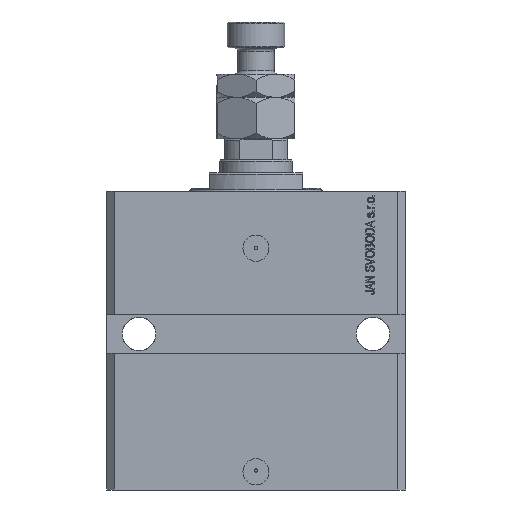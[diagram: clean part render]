
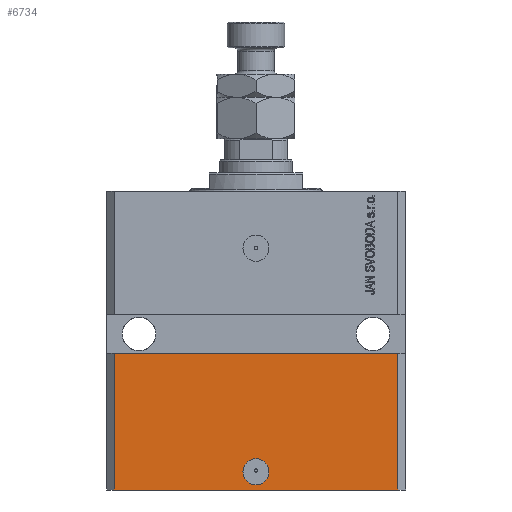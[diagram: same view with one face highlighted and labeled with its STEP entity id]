
A CAD part, front view. The second image highlights one B-rep face of the part: STEP entity #6734.
In plain terms, the highlighted planar face has unit normal (0, -1, 0).
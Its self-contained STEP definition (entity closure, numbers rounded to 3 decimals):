
#257 = LINE ( 'NONE', #1005, #38511 ) ;
#743 = ORIENTED_EDGE ( 'NONE', *, *, #29775, .F. ) ;
#1005 = CARTESIAN_POINT ( 'NONE',  ( 54.5, -45., -115. ) ) ;
#1073 = VERTEX_POINT ( 'NONE', #13259 ) ;
#1967 = EDGE_LOOP ( 'NONE', ( #743, #28251, #47320, #44904 ) ) ;
#2909 = DIRECTION ( 'NONE',  ( 0., -1., 0. ) ) ;
#3762 = CARTESIAN_POINT ( 'NONE',  ( -54.5, -45., -115. ) ) ;
#3772 = DIRECTION ( 'NONE',  ( 1., 0., 0. ) ) ;
#4058 = CIRCLE ( 'NONE', #9796, 5. ) ;
#4621 = CARTESIAN_POINT ( 'NONE',  ( -57.5, -45., -62.5 ) ) ;
#4639 = CIRCLE ( 'NONE', #12876, 5. ) ;
#6734 = ADVANCED_FACE ( 'NONE', ( #42862, #19733 ), #39770, .T. ) ;
#7604 = EDGE_CURVE ( 'NONE', #45726, #16530, #13597, .T. ) ;
#8755 = CARTESIAN_POINT ( 'NONE',  ( 5., -45., -108. ) ) ;
#9738 = CARTESIAN_POINT ( 'NONE',  ( -54.5, -45., -115. ) ) ;
#9796 = AXIS2_PLACEMENT_3D ( 'NONE', #41482, #2909, #41998 ) ;
#10794 = EDGE_CURVE ( 'NONE', #36973, #12171, #257, .T. ) ;
#12171 = VERTEX_POINT ( 'NONE', #47708 ) ;
#12248 = LINE ( 'NONE', #3762, #35719 ) ;
#12257 = CARTESIAN_POINT ( 'NONE',  ( -54.5, -45., -115. ) ) ;
#12727 = VERTEX_POINT ( 'NONE', #8755 ) ;
#12876 = AXIS2_PLACEMENT_3D ( 'NONE', #33475, #49150, #13929 ) ;
#13259 = CARTESIAN_POINT ( 'NONE',  ( -5., -45., -108. ) ) ;
#13597 = LINE ( 'NONE', #9738, #37559 ) ;
#13929 = DIRECTION ( 'NONE',  ( 1., 0., 0. ) ) ;
#14341 = EDGE_LOOP ( 'NONE', ( #50869, #26220 ) ) ;
#16530 = VERTEX_POINT ( 'NONE', #20873 ) ;
#19733 = FACE_OUTER_BOUND ( 'NONE', #1967, .T. ) ;
#20264 = AXIS2_PLACEMENT_3D ( 'NONE', #12257, #39017, #3772 ) ;
#20564 = DIRECTION ( 'NONE',  ( 0., 0., 1. ) ) ;
#20864 = CARTESIAN_POINT ( 'NONE',  ( -54.5, -45., -115. ) ) ;
#20873 = CARTESIAN_POINT ( 'NONE',  ( -54.5, -45., -62.5 ) ) ;
#21057 = DIRECTION ( 'NONE',  ( 0., 0., 1. ) ) ;
#24086 = DIRECTION ( 'NONE',  ( 1., 0., 0. ) ) ;
#26220 = ORIENTED_EDGE ( 'NONE', *, *, #36502, .F. ) ;
#28251 = ORIENTED_EDGE ( 'NONE', *, *, #7604, .F. ) ;
#29775 = EDGE_CURVE ( 'NONE', #16530, #12171, #50695, .T. ) ;
#32271 = EDGE_CURVE ( 'NONE', #45726, #36973, #12248, .T. ) ;
#33475 = CARTESIAN_POINT ( 'NONE',  ( 0., -45., -108. ) ) ;
#35719 = VECTOR ( 'NONE', #24086, 1000. ) ;
#36502 = EDGE_CURVE ( 'NONE', #1073, #12727, #4639, .T. ) ;
#36973 = VERTEX_POINT ( 'NONE', #39550 ) ;
#37559 = VECTOR ( 'NONE', #21057, 1000. ) ;
#38511 = VECTOR ( 'NONE', #20564, 1000. ) ;
#39017 = DIRECTION ( 'NONE',  ( 0., -1., 0. ) ) ;
#39378 = DIRECTION ( 'NONE',  ( 1., 0., 0. ) ) ;
#39550 = CARTESIAN_POINT ( 'NONE',  ( 54.5, -45., -115. ) ) ;
#39770 = PLANE ( 'NONE',  #20264 ) ;
#41482 = CARTESIAN_POINT ( 'NONE',  ( 0., -45., -108. ) ) ;
#41966 = EDGE_CURVE ( 'NONE', #12727, #1073, #4058, .T. ) ;
#41998 = DIRECTION ( 'NONE',  ( 1., 0., 0. ) ) ;
#42862 = FACE_BOUND ( 'NONE', #14341, .T. ) ;
#44904 = ORIENTED_EDGE ( 'NONE', *, *, #10794, .T. ) ;
#45726 = VERTEX_POINT ( 'NONE', #20864 ) ;
#47208 = VECTOR ( 'NONE', #39378, 1000. ) ;
#47320 = ORIENTED_EDGE ( 'NONE', *, *, #32271, .T. ) ;
#47708 = CARTESIAN_POINT ( 'NONE',  ( 54.5, -45., -62.5 ) ) ;
#49150 = DIRECTION ( 'NONE',  ( 0., -1., 0. ) ) ;
#50695 = LINE ( 'NONE', #4621, #47208 ) ;
#50869 = ORIENTED_EDGE ( 'NONE', *, *, #41966, .F. ) ;
